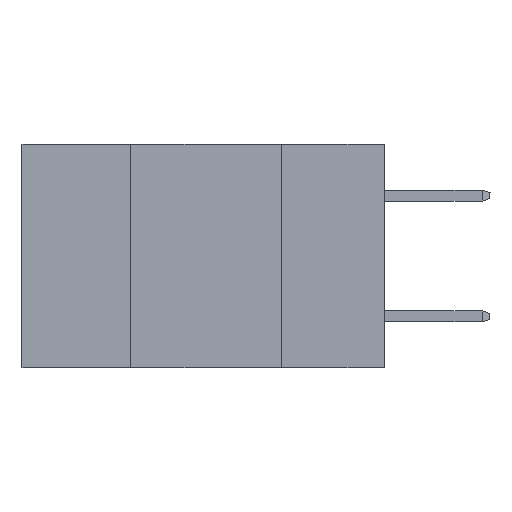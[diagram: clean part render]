
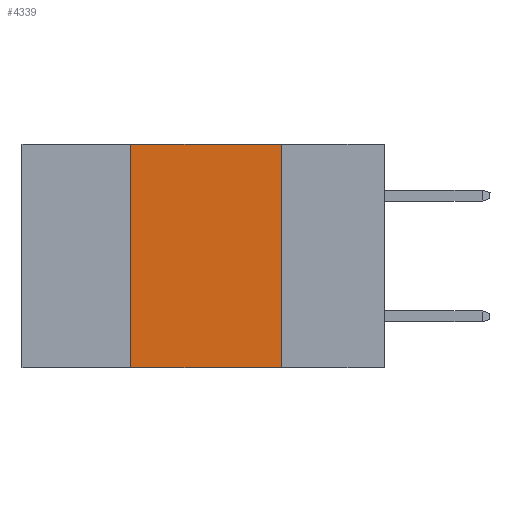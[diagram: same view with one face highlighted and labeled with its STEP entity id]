
A CAD part, left-side view. The second image highlights one B-rep face of the part: STEP entity #4339.
In plain terms, the highlighted planar face has unit normal (-1, 0, 0).
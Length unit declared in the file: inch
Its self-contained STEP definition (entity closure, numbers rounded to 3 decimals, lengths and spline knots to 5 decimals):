
#462 = CARTESIAN_POINT ( 'NONE',  ( 0., 0.17, 0. ) ) ;
#814 = CARTESIAN_POINT ( 'NONE',  ( 0., 0.42, 0. ) ) ;
#883 = DIRECTION ( 'NONE',  ( 0., 0., 1. ) ) ;
#928 = LINE ( 'NONE', #814, #11264 ) ;
#1874 = LINE ( 'NONE', #462, #6828 ) ;
#2875 = ORIENTED_EDGE ( 'NONE', *, *, #12297, .T. ) ;
#3695 = LINE ( 'NONE', #8488, #9908 ) ;
#4181 = EDGE_CURVE ( 'NONE', #10563, #5147, #1874, .T. ) ;
#4208 = CARTESIAN_POINT ( 'NONE',  ( 0., 0.17, -0.37 ) ) ;
#4339 = ADVANCED_FACE ( 'NONE', ( #10389 ), #11495, .F. ) ;
#4622 = CARTESIAN_POINT ( 'NONE',  ( 0., 0.6, 0. ) ) ;
#4848 = CARTESIAN_POINT ( 'NONE',  ( 0., 0.42, 0. ) ) ;
#5147 = VERTEX_POINT ( 'NONE', #4208 ) ;
#5630 = VERTEX_POINT ( 'NONE', #4848 ) ;
#6302 = DIRECTION ( 'NONE',  ( 0., 0., -1. ) ) ;
#6828 = VECTOR ( 'NONE', #6302, 39.37008 ) ;
#7292 = VECTOR ( 'NONE', #11012, 39.37008 ) ;
#7450 = ORIENTED_EDGE ( 'NONE', *, *, #9148, .F. ) ;
#7668 = AXIS2_PLACEMENT_3D ( 'NONE', #4622, #8561, #8476 ) ;
#8476 = DIRECTION ( 'NONE',  ( 0., 0., -1. ) ) ;
#8488 = CARTESIAN_POINT ( 'NONE',  ( 0., 0.6, -0.37 ) ) ;
#8561 = DIRECTION ( 'NONE',  ( 1., 0., 0. ) ) ;
#9042 = ORIENTED_EDGE ( 'NONE', *, *, #4181, .F. ) ;
#9048 = CARTESIAN_POINT ( 'NONE',  ( 0., 0.6, 0. ) ) ;
#9148 = EDGE_CURVE ( 'NONE', #5630, #10563, #9921, .T. ) ;
#9908 = VECTOR ( 'NONE', #10447, 39.37008 ) ;
#9921 = LINE ( 'NONE', #9048, #7292 ) ;
#10257 = EDGE_CURVE ( 'NONE', #11834, #5630, #928, .T. ) ;
#10389 = FACE_OUTER_BOUND ( 'NONE', #11027, .T. ) ;
#10447 = DIRECTION ( 'NONE',  ( 0., -1., 0. ) ) ;
#10563 = VERTEX_POINT ( 'NONE', #12672 ) ;
#11012 = DIRECTION ( 'NONE',  ( 0., -1., 0. ) ) ;
#11027 = EDGE_LOOP ( 'NONE', ( #9042, #7450, #11466, #2875 ) ) ;
#11264 = VECTOR ( 'NONE', #883, 39.37008 ) ;
#11466 = ORIENTED_EDGE ( 'NONE', *, *, #10257, .F. ) ;
#11495 = PLANE ( 'NONE',  #7668 ) ;
#11834 = VERTEX_POINT ( 'NONE', #12665 ) ;
#12297 = EDGE_CURVE ( 'NONE', #11834, #5147, #3695, .T. ) ;
#12665 = CARTESIAN_POINT ( 'NONE',  ( 0., 0.42, -0.37 ) ) ;
#12672 = CARTESIAN_POINT ( 'NONE',  ( 0., 0.17, 0. ) ) ;
